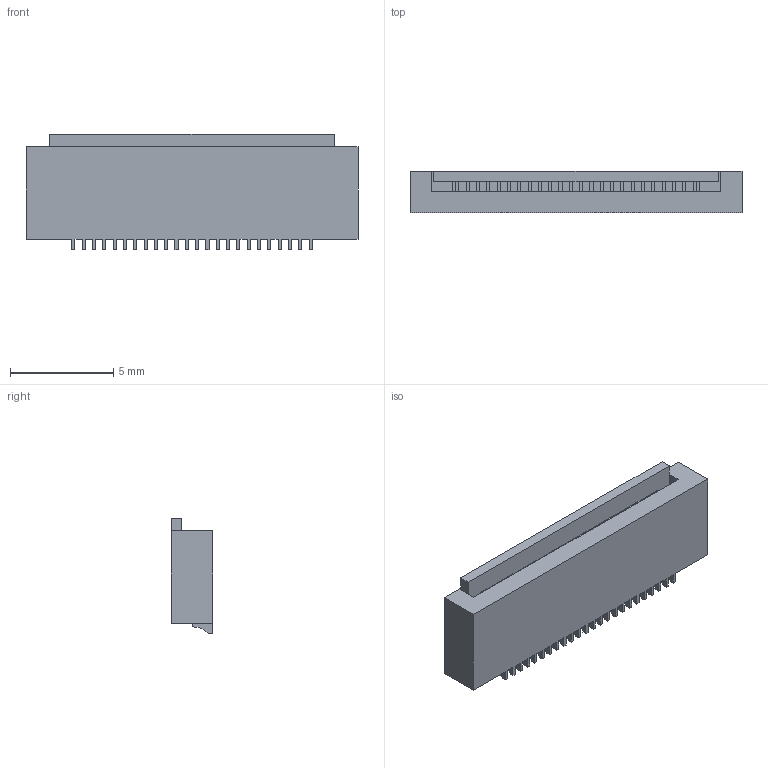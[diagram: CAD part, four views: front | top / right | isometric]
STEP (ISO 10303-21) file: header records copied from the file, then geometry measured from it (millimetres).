
FILE_DESCRIPTION((''),'2;1');
FILE_NAME('24PIN','2012-09-18T',('Administrator'),(''),'PRO/ENGINEER BY PARAMETRIC TECHNOLOGY CORPORATION, 2008230','PRO/ENGINEER BY PARAMETRIC TECHNOLOGY CORPORATION, 2008230','');
FILE_SCHEMA(('AUTOMOTIVE_DESIGN_CC2 { 1 2 10303 214 -1 1 5 2 }'));
Length unit declared in the file: millimetre
Products named in the file (1): 24PIN
Bounding box: 16.1 x 2 x 5.6 mm (x, y, z)
Volume: 127.3 mm3; surface area: 376.3 mm2
Topology: 1 solids, 1 shells, 240 faces, 804 edges, 520 vertices
Faces by surface type: plane 216, extrusion 24
Entity records: 8873 total; most frequent: CARTESIAN_POINT 1807, ORIENTED_EDGE 1608, DIRECTION 1262, EDGE_CURVE 804, VECTOR 780, LINE 756, VERTEX_POINT 520, AXIS2_PLACEMENT_3D 241
